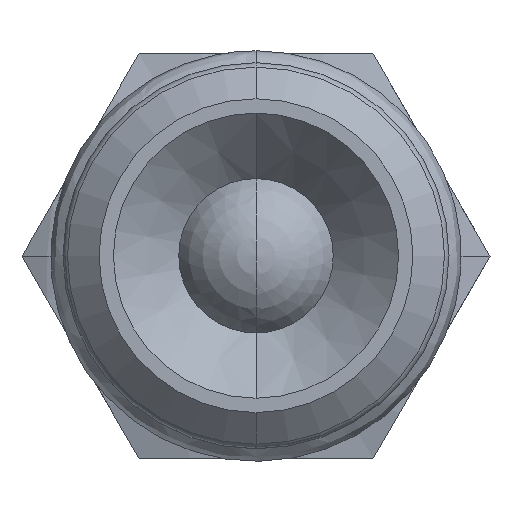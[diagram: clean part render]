
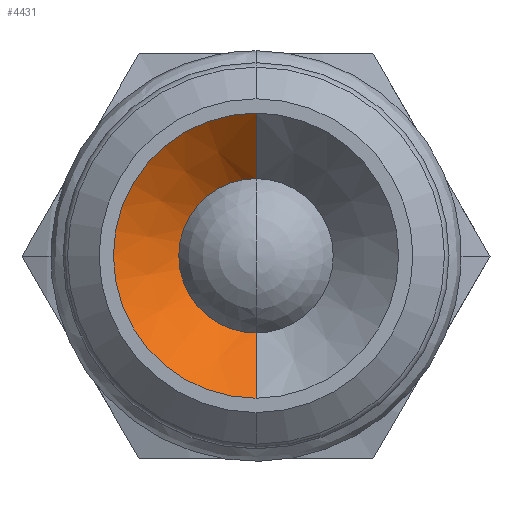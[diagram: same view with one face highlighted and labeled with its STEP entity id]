
A CAD part, top view. The second image highlights one B-rep face of the part: STEP entity #4431.
In plain terms, the highlighted conical face has half-angle 45 degrees and reference radius 2.135 mm.
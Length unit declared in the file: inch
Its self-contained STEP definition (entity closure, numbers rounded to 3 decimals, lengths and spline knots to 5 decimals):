
#41=CARTESIAN_POINT('',(0.,0.,0.05906));
#42=DIRECTION('',(0.,0.,-1.));
#43=DIRECTION('',(0.,-1.,0.));
#44=AXIS2_PLACEMENT_3D('',#41,#42,#43);
#2067=CARTESIAN_POINT('',(0.,0.,0.00906));
#2068=DIRECTION('',(0.,0.,-1.));
#2069=DIRECTION('',(0.,-1.,0.));
#2070=AXIS2_PLACEMENT_3D('',#2067,#2068,#2069);
#2072=DIRECTION('',(0.,-0.707,0.707));
#2073=VECTOR('',#2072,0.07071);
#2074=CARTESIAN_POINT('',(0.,-0.05906,0.00906));
#2075=LINE('',#2074,#2073);
#2076=DIRECTION('',(0.,0.707,0.707));
#2077=VECTOR('',#2076,0.07071);
#2078=CARTESIAN_POINT('',(0.,0.05906,0.00906));
#2079=LINE('',#2078,#2077);
#2403=CARTESIAN_POINT('',(0.,0.10906,0.05906));
#2404=CARTESIAN_POINT('',(0.,-0.10906,0.05906));
#2405=VERTEX_POINT('',#2403);
#2406=VERTEX_POINT('',#2404);
#2407=CARTESIAN_POINT('',(0.,0.05906,0.00906));
#2408=CARTESIAN_POINT('',(0.,-0.05906,0.00906));
#2409=VERTEX_POINT('',#2407);
#2410=VERTEX_POINT('',#2408);
#4419=CARTESIAN_POINT('',(0.,0.,0.03406));
#4420=DIRECTION('',(0.,0.,1.));
#4421=DIRECTION('',(0.,1.,0.));
#4422=AXIS2_PLACEMENT_3D('',#4419,#4420,#4421);
#4423=CONICAL_SURFACE('',#4422,0.08406,45.);
#4425=ORIENTED_EDGE('',*,*,#4424,.F.);
#4426=ORIENTED_EDGE('',*,*,#4414,.T.);
#4427=ORIENTED_EDGE('',*,*,#2498,.T.);
#4428=ORIENTED_EDGE('',*,*,#4411,.F.);
#4429=EDGE_LOOP('',(#4425,#4426,#4427,#4428));
#4430=FACE_OUTER_BOUND('',#4429,.F.);
#4431=ADVANCED_FACE('',(#4430),#4423,.F.);
#45=CIRCLE('',#44,0.10906);
#2071=CIRCLE('',#2070,0.05906);
#2498=EDGE_CURVE('',#2406,#2405,#45,.T.);
#4411=EDGE_CURVE('',#2409,#2405,#2079,.T.);
#4414=EDGE_CURVE('',#2410,#2406,#2075,.T.);
#4424=EDGE_CURVE('',#2410,#2409,#2071,.T.);
